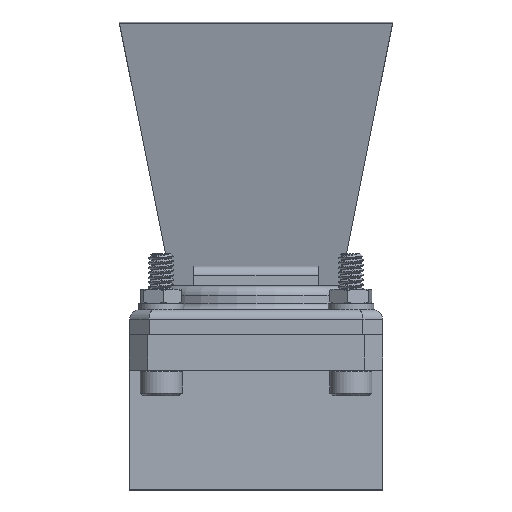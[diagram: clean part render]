
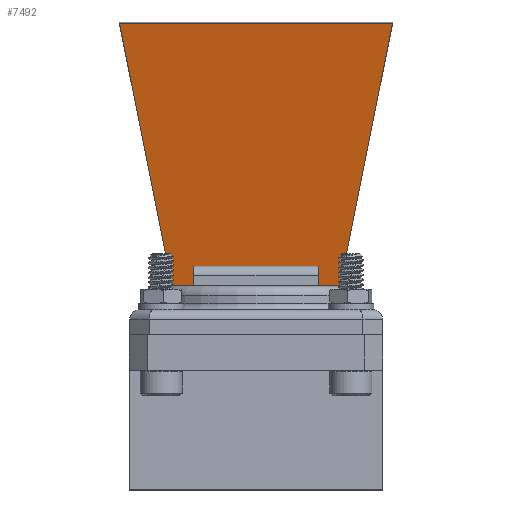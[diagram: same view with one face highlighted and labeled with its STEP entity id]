
A CAD part, front view. The second image highlights one B-rep face of the part: STEP entity #7492.
In plain terms, the highlighted face is planar.
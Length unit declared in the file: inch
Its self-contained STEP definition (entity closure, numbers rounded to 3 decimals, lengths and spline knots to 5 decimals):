
#13 = DIRECTION ( 'NONE',  ( 0., 0., -1. ) ) ;
#68 = EDGE_CURVE ( 'NONE', #3147, #7744, #4443, .T. ) ;
#80 = CARTESIAN_POINT ( 'NONE',  ( 2.00137, -0.6364, -0.87827 ) ) ;
#392 = AXIS2_PLACEMENT_3D ( 'NONE', #5677, #8781, #3283 ) ;
#563 = DIRECTION ( 'NONE',  ( 0.958, -0.212, -0.192 ) ) ;
#789 = CARTESIAN_POINT ( 'NONE',  ( 0.43951, -0.29146, 0.4 ) ) ;
#967 = VECTOR ( 'NONE', #4721, 39.37008 ) ;
#1409 = VECTOR ( 'NONE', #563, 39.37008 ) ;
#1475 = CARTESIAN_POINT ( 'NONE',  ( 0.3128, -0.26348, -0.4 ) ) ;
#2066 = ORIENTED_EDGE ( 'NONE', *, *, #5280, .F. ) ;
#2373 = CARTESIAN_POINT ( 'NONE',  ( 0.43951, -0.29146, 0.4 ) ) ;
#2455 = ORIENTED_EDGE ( 'NONE', *, *, #8953, .F. ) ;
#2493 = LINE ( 'NONE', #789, #5858 ) ;
#2737 = VECTOR ( 'NONE', #6851, 39.37008 ) ;
#2823 = ORIENTED_EDGE ( 'NONE', *, *, #4713, .T. ) ;
#2840 = VERTEX_POINT ( 'NONE', #2373 ) ;
#3147 = VERTEX_POINT ( 'NONE', #1475 ) ;
#3274 = ORIENTED_EDGE ( 'NONE', *, *, #6613, .T. ) ;
#3283 = DIRECTION ( 'NONE',  ( -0.976, 0.216, 0. ) ) ;
#3606 = ORIENTED_EDGE ( 'NONE', *, *, #68, .F. ) ;
#3706 = EDGE_CURVE ( 'NONE', #8333, #8950, #5401, .T. ) ;
#3944 = ORIENTED_EDGE ( 'NONE', *, *, #3706, .T. ) ;
#3972 = FACE_OUTER_BOUND ( 'NONE', #7786, .T. ) ;
#4000 = LINE ( 'NONE', #4616, #967 ) ;
#4075 = EDGE_CURVE ( 'NONE', #5892, #8868, #6347, .T. ) ;
#4293 = CARTESIAN_POINT ( 'NONE',  ( 0.3128, -0.26348, 0.4 ) ) ;
#4366 = ORIENTED_EDGE ( 'NONE', *, *, #8250, .F. ) ;
#4443 = LINE ( 'NONE', #8238, #7144 ) ;
#4446 = CARTESIAN_POINT ( 'NONE',  ( 0.3128, -0.26348, 0.54016 ) ) ;
#4616 = CARTESIAN_POINT ( 'NONE',  ( -0.04094, -0.18536, 0.4 ) ) ;
#4713 = EDGE_CURVE ( 'NONE', #4977, #2840, #4000, .T. ) ;
#4721 = DIRECTION ( 'NONE',  ( 0.976, -0.216, 0. ) ) ;
#4973 = VECTOR ( 'NONE', #9889, 39.37008 ) ;
#4977 = VERTEX_POINT ( 'NONE', #4293 ) ;
#5100 = LINE ( 'NONE', #8273, #4973 ) ;
#5280 = EDGE_CURVE ( 'NONE', #8333, #3147, #5100, .T. ) ;
#5401 = LINE ( 'NONE', #9174, #1409 ) ;
#5409 = VECTOR ( 'NONE', #9552, 39.37008 ) ;
#5677 = CARTESIAN_POINT ( 'NONE',  ( 0.312, -0.2633, 2.48058 ) ) ;
#5858 = VECTOR ( 'NONE', #13, 39.37008 ) ;
#5892 = VERTEX_POINT ( 'NONE', #6773 ) ;
#6121 = ORIENTED_EDGE ( 'NONE', *, *, #4075, .T. ) ;
#6347 = LINE ( 'NONE', #8715, #5409 ) ;
#6436 = LINE ( 'NONE', #7776, #6571 ) ;
#6571 = VECTOR ( 'NONE', #9581, 39.37008 ) ;
#6613 = EDGE_CURVE ( 'NONE', #2840, #7744, #2493, .T. ) ;
#6731 = DIRECTION ( 'NONE',  ( 0.976, -0.216, 0. ) ) ;
#6773 = CARTESIAN_POINT ( 'NONE',  ( 2.00137, -0.6364, 0.87827 ) ) ;
#6851 = DIRECTION ( 'NONE',  ( 0., 0., 1. ) ) ;
#6906 = CARTESIAN_POINT ( 'NONE',  ( 0.3128, -0.26348, -0.54016 ) ) ;
#7144 = VECTOR ( 'NONE', #6731, 39.37008 ) ;
#7492 = ADVANCED_FACE ( 'NONE', ( #3972 ), #9567, .F. ) ;
#7744 = VERTEX_POINT ( 'NONE', #9724 ) ;
#7776 = CARTESIAN_POINT ( 'NONE',  ( 2.00137, -0.6364, 2.48058 ) ) ;
#7786 = EDGE_LOOP ( 'NONE', ( #2066, #3944, #2455, #6121, #4366, #2823, #3274, #3606 ) ) ;
#8238 = CARTESIAN_POINT ( 'NONE',  ( -0.04094, -0.18536, -0.4 ) ) ;
#8250 = EDGE_CURVE ( 'NONE', #4977, #8868, #10126, .T. ) ;
#8273 = CARTESIAN_POINT ( 'NONE',  ( 0.3128, -0.26348, 0. ) ) ;
#8333 = VERTEX_POINT ( 'NONE', #6906 ) ;
#8715 = CARTESIAN_POINT ( 'NONE',  ( 0.66886, -0.34211, 0.61146 ) ) ;
#8781 = DIRECTION ( 'NONE',  ( 0.216, 0.976, 0. ) ) ;
#8868 = VERTEX_POINT ( 'NONE', #4446 ) ;
#8950 = VERTEX_POINT ( 'NONE', #80 ) ;
#8953 = EDGE_CURVE ( 'NONE', #5892, #8950, #6436, .T. ) ;
#9118 = CARTESIAN_POINT ( 'NONE',  ( 0.3128, -0.26348, 0. ) ) ;
#9174 = CARTESIAN_POINT ( 'NONE',  ( 0.66886, -0.34211, -0.61146 ) ) ;
#9552 = DIRECTION ( 'NONE',  ( -0.958, 0.212, -0.192 ) ) ;
#9567 = PLANE ( 'NONE',  #392 ) ;
#9581 = DIRECTION ( 'NONE',  ( 0., 0., -1. ) ) ;
#9724 = CARTESIAN_POINT ( 'NONE',  ( 0.43951, -0.29146, -0.4 ) ) ;
#9889 = DIRECTION ( 'NONE',  ( 0., 0., 1. ) ) ;
#10126 = LINE ( 'NONE', #9118, #2737 ) ;
